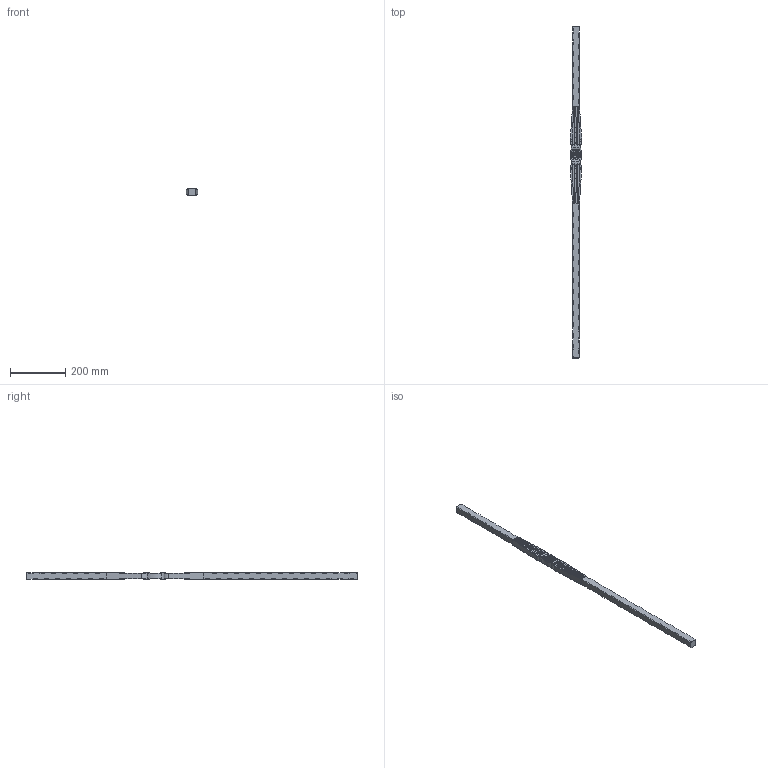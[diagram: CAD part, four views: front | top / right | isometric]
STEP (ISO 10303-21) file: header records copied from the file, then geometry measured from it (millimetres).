
FILE_DESCRIPTION (( 'STEP AP203' ), '1' );
FILE_NAME ('801-2.STEP', '2023-04-27T14:56:00', ( '' ), ( '' ), 'SwSTEP 2.0', 'SolidWorks 2018', '' );
FILE_SCHEMA (( 'CONFIG_CONTROL_DESIGN' ));
Products named in the file (1): 801-2
Bounding box: 42 x 1200 x 25 mm (x, y, z)
Volume: 775681.5 mm3; surface area: 128126 mm2
Topology: 1 solids, 5 shells, 1210 faces, 3630 edges, 2282 vertices
Faces by surface type: cylinder 474, plane 460, bspline 184, torus 92
Entity records: 46517 total; most frequent: CARTESIAN_POINT 17079, ORIENTED_EDGE 6916, DIRECTION 5316, EDGE_CURVE 3458, VERTEX_POINT 2280, AXIS2_PLACEMENT_3D 1989, VECTOR 1338, LINE 1338
